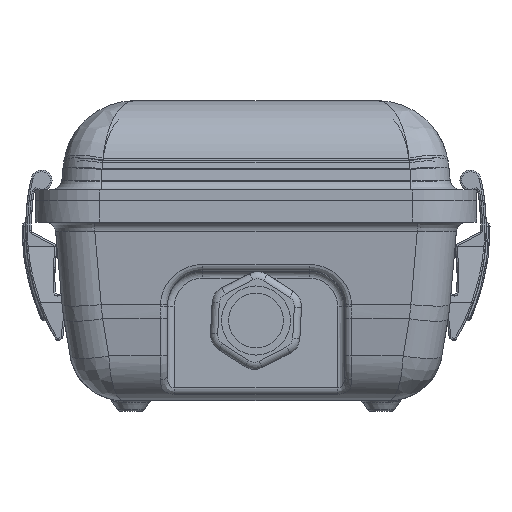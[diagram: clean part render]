
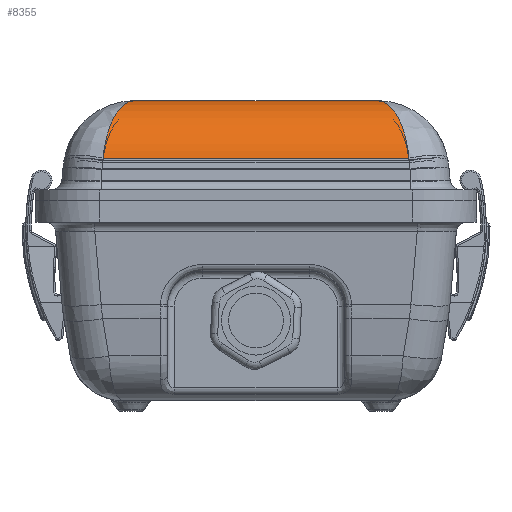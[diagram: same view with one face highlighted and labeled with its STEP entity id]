
A CAD part, front view. The second image highlights one B-rep face of the part: STEP entity #8355.
In plain terms, the highlighted cylindrical face has radius 20 mm (diameter 40 mm), a partial arc.
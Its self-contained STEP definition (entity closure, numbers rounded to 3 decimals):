
#1882=CARTESIAN_POINT('Line Origine',(0.,-603.497,28.)) ;
#1886=CARTESIAN_POINT('Vertex',(-33.982,-603.497,28.)) ;
#1888=CARTESIAN_POINT('Vertex',(33.982,-603.497,28.)) ;
#8301=CARTESIAN_POINT('Vertex',(42.809,-623.112,11.904)) ;
#8304=CARTESIAN_POINT('Line Origine',(27.291,-623.112,11.904)) ;
#8308=CARTESIAN_POINT('Vertex',(-42.809,-623.112,11.904)) ;
#8322=CARTESIAN_POINT('Axis2P3D Location',(25.212,-603.497,8.)) ;
#8328=CARTESIAN_POINT('Control Point',(33.982,-603.497,28.)) ;
#8329=CARTESIAN_POINT('Control Point',(35.068,-605.909,28.)) ;
#8330=CARTESIAN_POINT('Control Point',(36.153,-608.32,27.636)) ;
#8331=CARTESIAN_POINT('Control Point',(37.212,-610.673,26.909)) ;
#8332=CARTESIAN_POINT('Control Point',(39.412,-615.563,24.528)) ;
#8333=CARTESIAN_POINT('Control Point',(41.193,-619.521,20.539)) ;
#8334=CARTESIAN_POINT('Control Point',(41.986,-621.282,17.931)) ;
#8335=CARTESIAN_POINT('Control Point',(42.533,-622.498,14.989)) ;
#8336=CARTESIAN_POINT('Control Point',(42.809,-623.112,11.904)) ;
#8339=CARTESIAN_POINT('Control Point',(-33.982,-603.497,28.)) ;
#8340=CARTESIAN_POINT('Control Point',(-35.068,-605.909,28.)) ;
#8341=CARTESIAN_POINT('Control Point',(-36.153,-608.32,27.636)) ;
#8342=CARTESIAN_POINT('Control Point',(-37.212,-610.673,26.909)) ;
#8343=CARTESIAN_POINT('Control Point',(-39.412,-615.563,24.528)) ;
#8344=CARTESIAN_POINT('Control Point',(-41.193,-619.521,20.539)) ;
#8345=CARTESIAN_POINT('Control Point',(-41.986,-621.282,17.931)) ;
#8346=CARTESIAN_POINT('Control Point',(-42.533,-622.498,14.989)) ;
#8347=CARTESIAN_POINT('Control Point',(-42.809,-623.112,11.904)) ;
#1883=DIRECTION('Vector Direction',(-1.,0.,0.)) ;
#8305=DIRECTION('Vector Direction',(-1.,0.,0.)) ;
#8323=DIRECTION('Axis2P3D Direction',(1.,0.,0.)) ;
#8324=DIRECTION('Axis2P3D XDirection',(0.,0.,1.)) ;
#8325=AXIS2_PLACEMENT_3D('Cylinder Axis2P3D',#8322,#8323,#8324) ;
#8350=ORIENTED_EDGE('',*,*,#8310,.T.) ;
#8351=ORIENTED_EDGE('',*,*,#8337,.T.) ;
#8352=ORIENTED_EDGE('',*,*,#1890,.F.) ;
#8353=ORIENTED_EDGE('',*,*,#8348,.F.) ;
#1884=VECTOR('Line Direction',#1883,1.) ;
#8306=VECTOR('Line Direction',#8305,1.) ;
#8355=ADVANCED_FACE('1',(#8354),#8326,.T.) ;
#8327=B_SPLINE_CURVE_WITH_KNOTS('',5,(#8328,#8329,#8330,#8331,#8332,#8333,#8334,#8335,#8336),.UNSPECIFIED.,.F.,.U.,(6,3,6),(0.,18.702,41.033),.UNSPECIFIED.) ;
#8338=B_SPLINE_CURVE_WITH_KNOTS('',5,(#8339,#8340,#8341,#8342,#8343,#8344,#8345,#8346,#8347),.UNSPECIFIED.,.F.,.U.,(6,3,6),(0.,18.702,41.033),.UNSPECIFIED.) ;
#8326=CYLINDRICAL_SURFACE('generated cylinder',#8325,20.) ;
#1890=EDGE_CURVE('',#1887,#1889,#1885,.F.) ;
#8310=EDGE_CURVE('',#8309,#8302,#8307,.F.) ;
#8337=EDGE_CURVE('',#8302,#1889,#8327,.F.) ;
#8348=EDGE_CURVE('',#8309,#1887,#8338,.F.) ;
#8349=EDGE_LOOP('',(#8350,#8351,#8352,#8353)) ;
#8354=FACE_OUTER_BOUND('',#8349,.T.) ;
#1885=LINE('Line',#1882,#1884) ;
#8307=LINE('Line',#8304,#8306) ;
#1887=VERTEX_POINT('',#1886) ;
#1889=VERTEX_POINT('',#1888) ;
#8302=VERTEX_POINT('',#8301) ;
#8309=VERTEX_POINT('',#8308) ;
